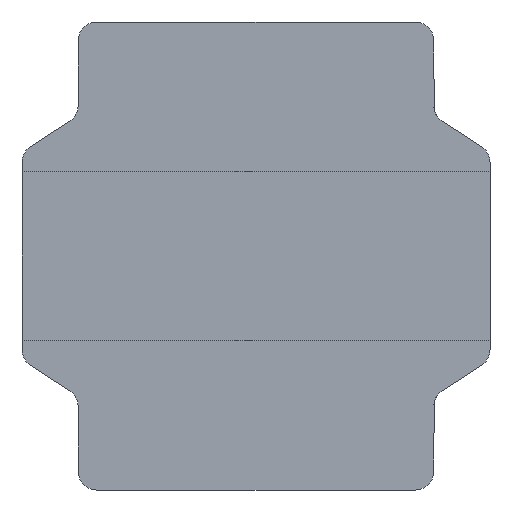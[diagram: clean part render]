
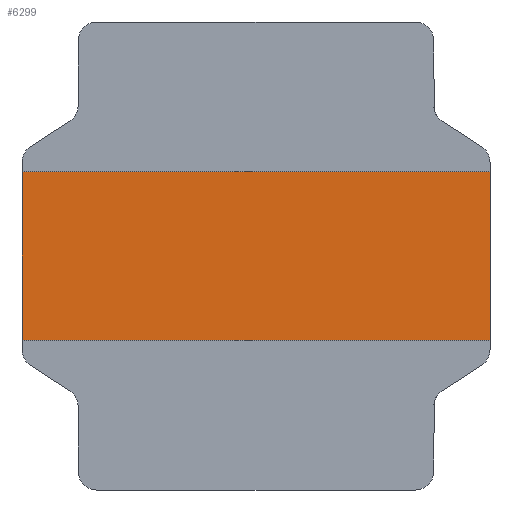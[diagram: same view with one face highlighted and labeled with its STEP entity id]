
A CAD part, front view. The second image highlights one B-rep face of the part: STEP entity #6299.
In plain terms, the highlighted planar face has unit normal (0, -1, 0).
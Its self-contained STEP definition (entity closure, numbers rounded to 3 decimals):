
#216 = DIRECTION ( 'NONE',  ( 0., 0., 1. ) ) ;
#605 = VERTEX_POINT ( 'NONE', #4466 ) ;
#1092 = LINE ( 'NONE', #6286, #2992 ) ;
#1150 = EDGE_CURVE ( 'NONE', #7444, #7568, #6080, .T. ) ;
#1527 = ORIENTED_EDGE ( 'NONE', *, *, #6045, .F. ) ;
#2698 = PLANE ( 'NONE',  #3831 ) ;
#2711 = CARTESIAN_POINT ( 'NONE',  ( -2.5, 0., -1. ) ) ;
#2758 = EDGE_CURVE ( 'NONE', #3335, #7444, #1092, .T. ) ;
#2992 = VECTOR ( 'NONE', #5004, 1000. ) ;
#3335 = VERTEX_POINT ( 'NONE', #8106 ) ;
#3428 = DIRECTION ( 'NONE',  ( 0., -1., 0. ) ) ;
#3442 = LINE ( 'NONE', #2711, #3999 ) ;
#3831 = AXIS2_PLACEMENT_3D ( 'NONE', #4704, #3428, #6696 ) ;
#3922 = ORIENTED_EDGE ( 'NONE', *, *, #2758, .F. ) ;
#3999 = VECTOR ( 'NONE', #216, 1000. ) ;
#4150 = ORIENTED_EDGE ( 'NONE', *, *, #4638, .F. ) ;
#4337 = ORIENTED_EDGE ( 'NONE', *, *, #1150, .F. ) ;
#4466 = CARTESIAN_POINT ( 'NONE',  ( -2.5, 0., -0.9 ) ) ;
#4547 = EDGE_LOOP ( 'NONE', ( #4337, #3922, #4150, #1527 ) ) ;
#4562 = CARTESIAN_POINT ( 'NONE',  ( 2.5, 0., 0.9 ) ) ;
#4638 = EDGE_CURVE ( 'NONE', #605, #3335, #3442, .T. ) ;
#4704 = CARTESIAN_POINT ( 'NONE',  ( 2.3, 0., -1. ) ) ;
#4933 = CARTESIAN_POINT ( 'NONE',  ( -2.5, 0., -0.9 ) ) ;
#4973 = LINE ( 'NONE', #4933, #6544 ) ;
#5004 = DIRECTION ( 'NONE',  ( 1., 0., 0. ) ) ;
#5349 = FACE_OUTER_BOUND ( 'NONE', #4547, .T. ) ;
#6045 = EDGE_CURVE ( 'NONE', #7568, #605, #4973, .T. ) ;
#6080 = LINE ( 'NONE', #7205, #8081 ) ;
#6286 = CARTESIAN_POINT ( 'NONE',  ( -2.5, 0., 0.9 ) ) ;
#6299 = ADVANCED_FACE ( 'NONE', ( #5349 ), #2698, .T. ) ;
#6488 = CARTESIAN_POINT ( 'NONE',  ( 2.5, 0., -0.9 ) ) ;
#6544 = VECTOR ( 'NONE', #6970, 1000. ) ;
#6623 = DIRECTION ( 'NONE',  ( 0., 0., -1. ) ) ;
#6696 = DIRECTION ( 'NONE',  ( 0., 0., -1. ) ) ;
#6970 = DIRECTION ( 'NONE',  ( -1., 0., 0. ) ) ;
#7205 = CARTESIAN_POINT ( 'NONE',  ( 2.5, 0., -1. ) ) ;
#7444 = VERTEX_POINT ( 'NONE', #4562 ) ;
#7568 = VERTEX_POINT ( 'NONE', #6488 ) ;
#8081 = VECTOR ( 'NONE', #6623, 1000. ) ;
#8106 = CARTESIAN_POINT ( 'NONE',  ( -2.5, 0., 0.9 ) ) ;
